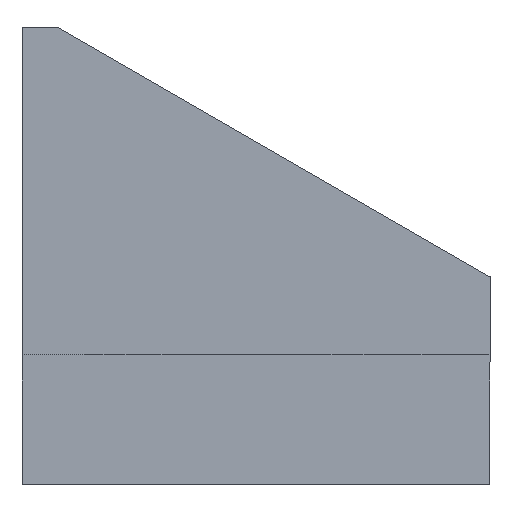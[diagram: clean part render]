
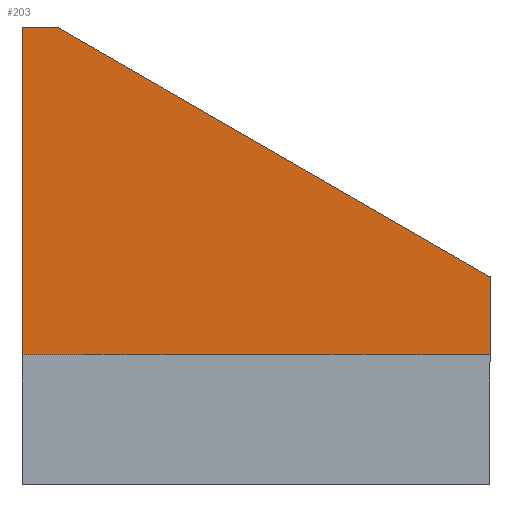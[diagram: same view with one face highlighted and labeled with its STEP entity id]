
A CAD part, front view. The second image highlights one B-rep face of the part: STEP entity #203.
In plain terms, the highlighted planar face has unit normal (0, -1, 0).
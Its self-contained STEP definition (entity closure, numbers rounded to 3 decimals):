
#151=EDGE_CURVE('',#245,#167,#359,.T.);
#167=VERTEX_POINT('',#375);
#171=VERTEX_POINT('',#379);
#191=VERTEX_POINT('',#402);
#203=ADVANCED_FACE('',(#415),#416,.T.);
#219=EDGE_CURVE('',#247,#171,#437,.T.);
#231=EDGE_CURVE('',#247,#245,#449,.T.);
#245=VERTEX_POINT('',#466);
#247=VERTEX_POINT('',#468);
#257=EDGE_CURVE('',#191,#171,#480,.T.);
#261=EDGE_CURVE('',#167,#191,#485,.T.);
#359=LINE('',#597,#598);
#375=CARTESIAN_POINT('',(-13.138,16.0,88.0));
#379=CARTESIAN_POINT('',(70.,16.0,25.0));
#402=CARTESIAN_POINT('',(70.,16.0,40.));
#415=FACE_OUTER_BOUND('',#676,.T.);
#416=PLANE('',#677);
#437=LINE('',#701,#702);
#449=LINE('',#716,#717);
#466=CARTESIAN_POINT('',(-20.,16.0,88.0));
#468=CARTESIAN_POINT('',(-20.,16.0,25.));
#480=LINE('',#756,#757);
#485=LINE('',#763,#764);
#597=CARTESIAN_POINT('',(-1.406,16.0,88.0));
#598=VECTOR('',#855,1.0);
#676=EDGE_LOOP('',(#922,#923,#924,#925,#926));
#677=AXIS2_PLACEMENT_3D('',#927,#928,#929);
#701=CARTESIAN_POINT('',(-20.,16.0,25.));
#702=VECTOR('',#960,1.0);
#716=CARTESIAN_POINT('',(-20.0,16.0,24.08));
#717=VECTOR('',#964,1.0);
#756=CARTESIAN_POINT('',(70.0,16.0,44.08));
#757=VECTOR('',#1005,1.0);
#763=CARTESIAN_POINT('',(6.86,16.0,76.454));
#764=VECTOR('',#1014,1.0);
#855=DIRECTION('',(1.0,0.0,0.0));
#922=ORIENTED_EDGE('',*,*,#261,.F.);
#923=ORIENTED_EDGE('',*,*,#151,.F.);
#924=ORIENTED_EDGE('',*,*,#231,.F.);
#925=ORIENTED_EDGE('',*,*,#219,.T.);
#926=ORIENTED_EDGE('',*,*,#257,.F.);
#927=CARTESIAN_POINT('',(17.188,16.0,48.16));
#928=DIRECTION('',(0.0,-1.0,0.0));
#929=DIRECTION('',(1.0,0.0,0.0));
#960=DIRECTION('',(1.0,0.0,0.0));
#964=DIRECTION('',(0.0,0.0,1.0));
#1005=DIRECTION('',(0.0,0.0,-1.0));
#1014=DIRECTION('',(0.866,0.0,-0.5));
